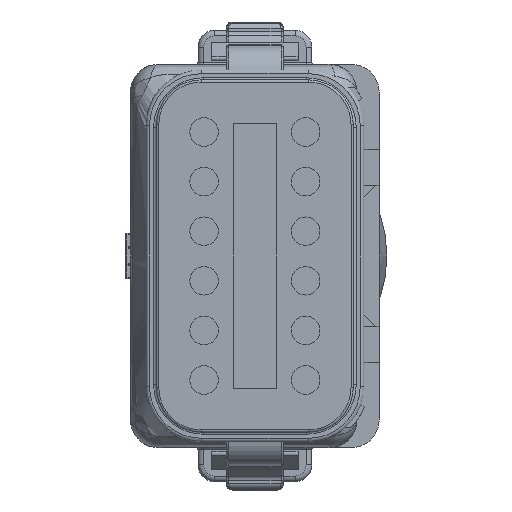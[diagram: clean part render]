
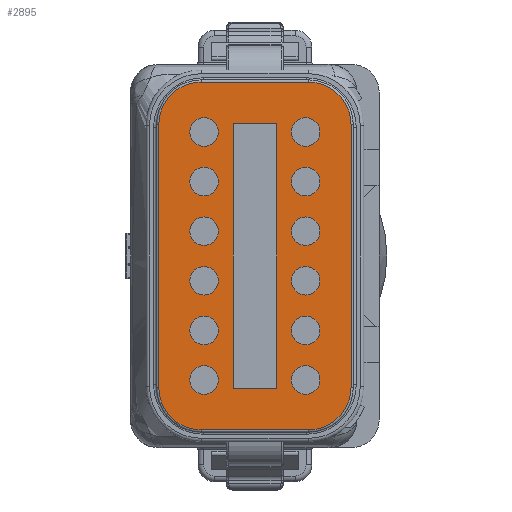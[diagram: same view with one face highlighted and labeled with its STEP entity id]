
A CAD part, front view. The second image highlights one B-rep face of the part: STEP entity #2895.
In plain terms, the highlighted planar face has unit normal (0, -1, 0).
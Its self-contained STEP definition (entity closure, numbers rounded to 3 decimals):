
#778=FACE_BOUND('',#5820,.T.);
#779=FACE_BOUND('',#5821,.T.);
#780=FACE_BOUND('',#5822,.T.);
#781=FACE_BOUND('',#5823,.T.);
#782=FACE_BOUND('',#5824,.T.);
#783=FACE_BOUND('',#5825,.T.);
#784=FACE_BOUND('',#5826,.T.);
#785=FACE_BOUND('',#5827,.T.);
#786=FACE_BOUND('',#5828,.T.);
#787=FACE_BOUND('',#5829,.T.);
#788=FACE_BOUND('',#5830,.T.);
#789=FACE_BOUND('',#5831,.T.);
#790=FACE_BOUND('',#5832,.T.);
#791=FACE_BOUND('',#5833,.T.);
#2895=ADVANCED_FACE('',(#778,#779,#780,#781,#782,#783,#784,#785,#786,#787,
#788,#789,#790,#791),#3254,.T.);
#3254=PLANE('',#23115);
#5820=EDGE_LOOP('',(#13086,#13087,#13088,#13089,#13090,#13091,#13092,#13093));
#5821=EDGE_LOOP('',(#13094,#13095,#13096,#13097));
#5822=EDGE_LOOP('',(#13098));
#5823=EDGE_LOOP('',(#13099));
#5824=EDGE_LOOP('',(#13100));
#5825=EDGE_LOOP('',(#13101));
#5826=EDGE_LOOP('',(#13102));
#5827=EDGE_LOOP('',(#13103));
#5828=EDGE_LOOP('',(#13104));
#5829=EDGE_LOOP('',(#13105));
#5830=EDGE_LOOP('',(#13106));
#5831=EDGE_LOOP('',(#13107));
#5832=EDGE_LOOP('',(#13108));
#5833=EDGE_LOOP('',(#13109));
#7144=CIRCLE('',#23083,1.28);
#7145=CIRCLE('',#23085,1.28);
#7146=CIRCLE('',#23087,1.28);
#7147=CIRCLE('',#23089,1.28);
#7148=CIRCLE('',#23091,1.28);
#7149=CIRCLE('',#23093,1.28);
#7150=CIRCLE('',#23095,1.28);
#7151=CIRCLE('',#23097,1.28);
#7152=CIRCLE('',#23099,1.28);
#7153=CIRCLE('',#23101,1.28);
#7154=CIRCLE('',#23103,1.28);
#7155=CIRCLE('',#23105,1.28);
#7156=CIRCLE('',#23111,3.8);
#7157=CIRCLE('',#23112,3.8);
#7158=CIRCLE('',#23113,3.8);
#7159=CIRCLE('',#23114,3.8);
#13086=ORIENTED_EDGE('',*,*,#18147,.T.);
#13087=ORIENTED_EDGE('',*,*,#18148,.T.);
#13088=ORIENTED_EDGE('',*,*,#18149,.T.);
#13089=ORIENTED_EDGE('',*,*,#18150,.T.);
#13090=ORIENTED_EDGE('',*,*,#18151,.T.);
#13091=ORIENTED_EDGE('',*,*,#18152,.T.);
#13092=ORIENTED_EDGE('',*,*,#18153,.T.);
#13093=ORIENTED_EDGE('',*,*,#18154,.T.);
#13094=ORIENTED_EDGE('',*,*,#18146,.F.);
#13095=ORIENTED_EDGE('',*,*,#18144,.F.);
#13096=ORIENTED_EDGE('',*,*,#18142,.F.);
#13097=ORIENTED_EDGE('',*,*,#18139,.F.);
#13098=ORIENTED_EDGE('',*,*,#18138,.F.);
#13099=ORIENTED_EDGE('',*,*,#18137,.F.);
#13100=ORIENTED_EDGE('',*,*,#18136,.F.);
#13101=ORIENTED_EDGE('',*,*,#18135,.F.);
#13102=ORIENTED_EDGE('',*,*,#18134,.F.);
#13103=ORIENTED_EDGE('',*,*,#18133,.F.);
#13104=ORIENTED_EDGE('',*,*,#18132,.F.);
#13105=ORIENTED_EDGE('',*,*,#18131,.F.);
#13106=ORIENTED_EDGE('',*,*,#18130,.F.);
#13107=ORIENTED_EDGE('',*,*,#18129,.F.);
#13108=ORIENTED_EDGE('',*,*,#18128,.F.);
#13109=ORIENTED_EDGE('',*,*,#18127,.F.);
#15114=VERTEX_POINT('',#47345);
#15115=VERTEX_POINT('',#47348);
#15116=VERTEX_POINT('',#47351);
#15117=VERTEX_POINT('',#47354);
#15118=VERTEX_POINT('',#47357);
#15119=VERTEX_POINT('',#47360);
#15120=VERTEX_POINT('',#47363);
#15121=VERTEX_POINT('',#47366);
#15122=VERTEX_POINT('',#47369);
#15123=VERTEX_POINT('',#47372);
#15124=VERTEX_POINT('',#47375);
#15125=VERTEX_POINT('',#47378);
#15126=VERTEX_POINT('',#47381);
#15127=VERTEX_POINT('',#47382);
#15128=VERTEX_POINT('',#47387);
#15129=VERTEX_POINT('',#47391);
#15130=VERTEX_POINT('',#47397);
#15131=VERTEX_POINT('',#47398);
#15132=VERTEX_POINT('',#47400);
#15133=VERTEX_POINT('',#47402);
#15134=VERTEX_POINT('',#47404);
#15135=VERTEX_POINT('',#47406);
#15136=VERTEX_POINT('',#47408);
#15137=VERTEX_POINT('',#47410);
#18127=EDGE_CURVE('',#15114,#15114,#7144,.T.);
#18128=EDGE_CURVE('',#15115,#15115,#7145,.T.);
#18129=EDGE_CURVE('',#15116,#15116,#7146,.T.);
#18130=EDGE_CURVE('',#15117,#15117,#7147,.T.);
#18131=EDGE_CURVE('',#15118,#15118,#7148,.T.);
#18132=EDGE_CURVE('',#15119,#15119,#7149,.T.);
#18133=EDGE_CURVE('',#15120,#15120,#7150,.T.);
#18134=EDGE_CURVE('',#15121,#15121,#7151,.T.);
#18135=EDGE_CURVE('',#15122,#15122,#7152,.T.);
#18136=EDGE_CURVE('',#15123,#15123,#7153,.T.);
#18137=EDGE_CURVE('',#15124,#15124,#7154,.T.);
#18138=EDGE_CURVE('',#15125,#15125,#7155,.T.);
#18139=EDGE_CURVE('',#15126,#15127,#19448,.T.);
#18142=EDGE_CURVE('',#15127,#15128,#19451,.T.);
#18144=EDGE_CURVE('',#15128,#15129,#19453,.T.);
#18146=EDGE_CURVE('',#15129,#15126,#19455,.T.);
#18147=EDGE_CURVE('',#15130,#15131,#19456,.T.);
#18148=EDGE_CURVE('',#15131,#15132,#7156,.T.);
#18149=EDGE_CURVE('',#15132,#15133,#19457,.T.);
#18150=EDGE_CURVE('',#15133,#15134,#7157,.T.);
#18151=EDGE_CURVE('',#15134,#15135,#19458,.T.);
#18152=EDGE_CURVE('',#15135,#15136,#7158,.T.);
#18153=EDGE_CURVE('',#15136,#15137,#19459,.T.);
#18154=EDGE_CURVE('',#15137,#15130,#7159,.T.);
#19448=LINE('',#47380,#20709);
#19451=LINE('',#47386,#20712);
#19453=LINE('',#47390,#20714);
#19455=LINE('',#47394,#20716);
#19456=LINE('',#47396,#20717);
#19457=LINE('',#47401,#20718);
#19458=LINE('',#47405,#20719);
#19459=LINE('',#47409,#20720);
#20709=VECTOR('',#29070,1.);
#20712=VECTOR('',#29075,1.);
#20714=VECTOR('',#29079,1.);
#20716=VECTOR('',#29083,1.);
#20717=VECTOR('',#29086,1.);
#20718=VECTOR('',#29089,1.);
#20719=VECTOR('',#29092,1.);
#20720=VECTOR('',#29095,1.);
#23083=AXIS2_PLACEMENT_3D('',#47344,#29022,#29023);
#23085=AXIS2_PLACEMENT_3D('',#47347,#29026,#29027);
#23087=AXIS2_PLACEMENT_3D('',#47350,#29030,#29031);
#23089=AXIS2_PLACEMENT_3D('',#47353,#29034,#29035);
#23091=AXIS2_PLACEMENT_3D('',#47356,#29038,#29039);
#23093=AXIS2_PLACEMENT_3D('',#47359,#29042,#29043);
#23095=AXIS2_PLACEMENT_3D('',#47362,#29046,#29047);
#23097=AXIS2_PLACEMENT_3D('',#47365,#29050,#29051);
#23099=AXIS2_PLACEMENT_3D('',#47368,#29054,#29055);
#23101=AXIS2_PLACEMENT_3D('',#47371,#29058,#29059);
#23103=AXIS2_PLACEMENT_3D('',#47374,#29062,#29063);
#23105=AXIS2_PLACEMENT_3D('',#47377,#29066,#29067);
#23111=AXIS2_PLACEMENT_3D('',#47399,#29087,#29088);
#23112=AXIS2_PLACEMENT_3D('',#47403,#29090,#29091);
#23113=AXIS2_PLACEMENT_3D('',#47407,#29093,#29094);
#23114=AXIS2_PLACEMENT_3D('',#47411,#29096,#29097);
#23115=AXIS2_PLACEMENT_3D('',#47412,#29098,#29099);
#29022=DIRECTION('',(0.,-1.,0.));
#29023=DIRECTION('',(1.,0.,0.));
#29026=DIRECTION('',(0.,-1.,0.));
#29027=DIRECTION('',(1.,0.,0.));
#29030=DIRECTION('',(0.,-1.,0.));
#29031=DIRECTION('',(1.,0.,0.));
#29034=DIRECTION('',(0.,-1.,0.));
#29035=DIRECTION('',(1.,0.,0.));
#29038=DIRECTION('',(0.,-1.,0.));
#29039=DIRECTION('',(1.,0.,0.));
#29042=DIRECTION('',(0.,-1.,0.));
#29043=DIRECTION('',(1.,0.,0.));
#29046=DIRECTION('',(0.,-1.,0.));
#29047=DIRECTION('',(1.,0.,0.));
#29050=DIRECTION('',(0.,-1.,0.));
#29051=DIRECTION('',(1.,0.,0.));
#29054=DIRECTION('',(0.,-1.,0.));
#29055=DIRECTION('',(1.,0.,0.));
#29058=DIRECTION('',(0.,-1.,0.));
#29059=DIRECTION('',(1.,0.,0.));
#29062=DIRECTION('',(0.,-1.,0.));
#29063=DIRECTION('',(1.,0.,0.));
#29066=DIRECTION('',(0.,-1.,0.));
#29067=DIRECTION('',(1.,0.,0.));
#29070=DIRECTION('',(1.,0.,0.));
#29075=DIRECTION('',(0.,0.,1.));
#29079=DIRECTION('',(-1.,0.,0.));
#29083=DIRECTION('',(0.,0.,-1.));
#29086=DIRECTION('',(-1.,0.,0.));
#29087=DIRECTION('',(0.,-1.,0.));
#29088=DIRECTION('',(0.,0.,-1.));
#29089=DIRECTION('',(0.,0.,-1.));
#29090=DIRECTION('',(0.,-1.,0.));
#29091=DIRECTION('',(0.,0.,-1.));
#29092=DIRECTION('',(1.,0.,0.));
#29093=DIRECTION('',(0.,-1.,0.));
#29094=DIRECTION('',(0.,0.,-1.));
#29095=DIRECTION('',(0.,0.,1.));
#29096=DIRECTION('',(0.,-1.,0.));
#29097=DIRECTION('',(0.,0.,-1.));
#29098=DIRECTION('',(0.,-1.,0.));
#29099=DIRECTION('',(0.,0.,1.));
#47344=CARTESIAN_POINT('',(4.56,11.9,11.125));
#47345=CARTESIAN_POINT('',(5.84,11.9,11.125));
#47347=CARTESIAN_POINT('',(-4.56,11.9,11.125));
#47348=CARTESIAN_POINT('',(-3.28,11.9,11.125));
#47350=CARTESIAN_POINT('',(-4.56,11.9,-11.125));
#47351=CARTESIAN_POINT('',(-3.28,11.9,-11.125));
#47353=CARTESIAN_POINT('',(4.56,11.9,-11.125));
#47354=CARTESIAN_POINT('',(5.84,11.9,-11.125));
#47356=CARTESIAN_POINT('',(4.56,11.9,2.225));
#47357=CARTESIAN_POINT('',(5.84,11.9,2.225));
#47359=CARTESIAN_POINT('',(4.56,11.9,-6.675));
#47360=CARTESIAN_POINT('',(5.84,11.9,-6.675));
#47362=CARTESIAN_POINT('',(-4.56,11.9,2.225));
#47363=CARTESIAN_POINT('',(-3.28,11.9,2.225));
#47365=CARTESIAN_POINT('',(-4.56,11.9,-6.675));
#47366=CARTESIAN_POINT('',(-3.28,11.9,-6.675));
#47368=CARTESIAN_POINT('',(-4.56,11.9,-2.225));
#47369=CARTESIAN_POINT('',(-3.28,11.9,-2.225));
#47371=CARTESIAN_POINT('',(-4.56,11.9,6.675));
#47372=CARTESIAN_POINT('',(-3.28,11.9,6.675));
#47374=CARTESIAN_POINT('',(4.56,11.9,-2.225));
#47375=CARTESIAN_POINT('',(5.84,11.9,-2.225));
#47377=CARTESIAN_POINT('',(4.56,11.9,6.675));
#47378=CARTESIAN_POINT('',(5.84,11.9,6.675));
#47380=CARTESIAN_POINT('',(-1.95,11.9,-11.85));
#47381=CARTESIAN_POINT('',(-1.95,11.9,-11.85));
#47382=CARTESIAN_POINT('',(1.95,11.9,-11.85));
#47386=CARTESIAN_POINT('',(1.95,11.9,-11.85));
#47387=CARTESIAN_POINT('',(1.95,11.9,11.85));
#47390=CARTESIAN_POINT('',(1.95,11.9,11.85));
#47391=CARTESIAN_POINT('',(-1.95,11.9,11.85));
#47394=CARTESIAN_POINT('',(-1.95,11.9,11.85));
#47396=CARTESIAN_POINT('',(-4.825,11.9,15.6));
#47397=CARTESIAN_POINT('',(4.825,11.9,15.6));
#47398=CARTESIAN_POINT('',(-4.825,11.9,15.6));
#47399=CARTESIAN_POINT('',(-4.825,11.9,11.8));
#47400=CARTESIAN_POINT('',(-8.625,11.9,11.8));
#47401=CARTESIAN_POINT('',(-8.625,11.9,-11.8));
#47402=CARTESIAN_POINT('',(-8.625,11.9,-11.8));
#47403=CARTESIAN_POINT('',(-4.825,11.9,-11.8));
#47404=CARTESIAN_POINT('',(-4.825,11.9,-15.6));
#47405=CARTESIAN_POINT('',(4.825,11.9,-15.6));
#47406=CARTESIAN_POINT('',(4.825,11.9,-15.6));
#47407=CARTESIAN_POINT('',(4.825,11.9,-11.8));
#47408=CARTESIAN_POINT('',(8.625,11.9,-11.8));
#47409=CARTESIAN_POINT('',(8.625,11.9,11.8));
#47410=CARTESIAN_POINT('',(8.625,11.9,11.8));
#47411=CARTESIAN_POINT('',(4.825,11.9,11.8));
#47412=CARTESIAN_POINT('',(-4.9,11.9,-11.65));
